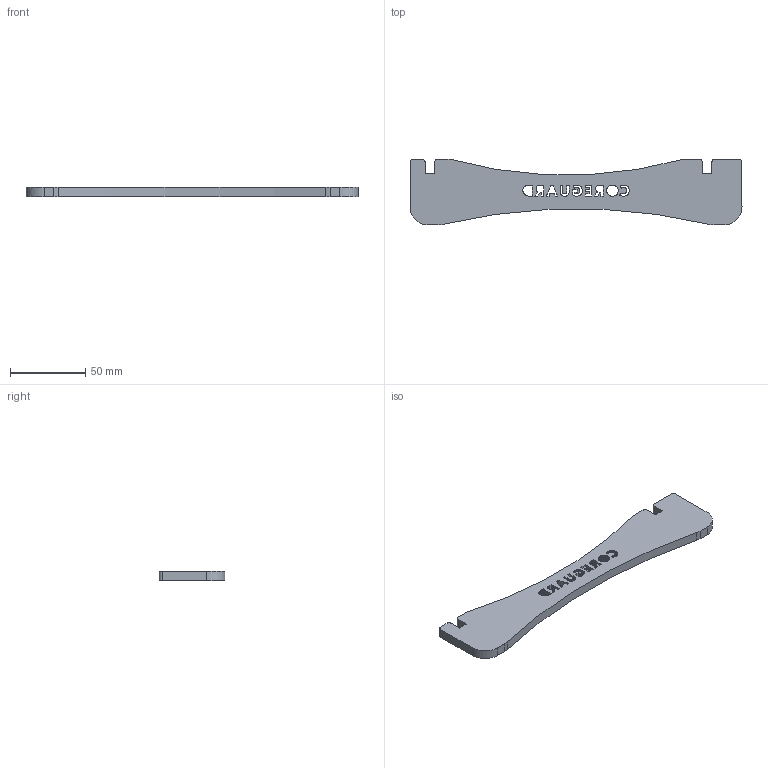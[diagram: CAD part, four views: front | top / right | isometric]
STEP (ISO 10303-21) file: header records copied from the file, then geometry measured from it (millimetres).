
FILE_DESCRIPTION(/* description */ (''),/* implementation_level */ '2;1');
FILE_NAME(/* name */ 'Stand C.step',/* time_stamp */ '2020-05-16T15:55:16-04:00',/* author */ (''),/* organization */ (''),/* preprocessor_version */ 'ST-DEVELOPER v18.1',/* originating_system */ 'Autodesk Translation Framework v9.3.0.1241',/* authorisation */ '');
FILE_SCHEMA (('AUTOMOTIVE_DESIGN { 1 0 10303 214 3 1 1 }'));
Length unit declared in the file: millimetre
Products named in the file (1): Stand C
Bounding box: 220.35 x 43.7 x 6.35 mm (x, y, z)
Volume: 42881.2 mm3; surface area: 18743.9 mm2
Topology: 1 solids, 1 shells, 542 faces, 1624 edges, 1084 vertices
Faces by surface type: plane 530, cylinder 12
Entity records: 17980 total; most frequent: CARTESIAN_POINT 3251, ORIENTED_EDGE 3248, DIRECTION 2734, EDGE_CURVE 1624, LINE 1600, VECTOR 1600, VERTEX_POINT 1084, AXIS2_PLACEMENT_3D 567
